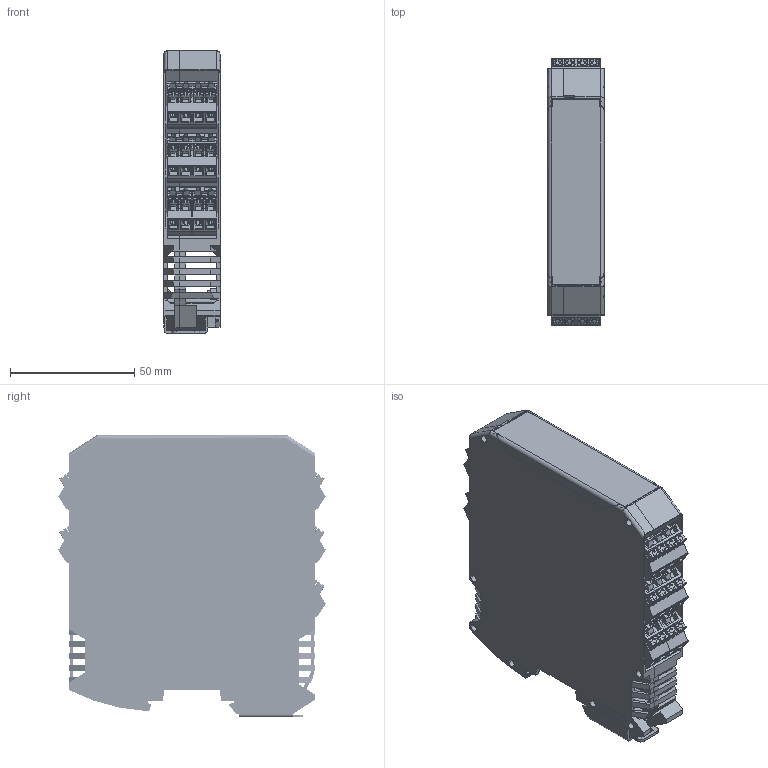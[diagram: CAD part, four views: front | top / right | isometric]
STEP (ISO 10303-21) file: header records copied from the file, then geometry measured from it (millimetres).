
FILE_DESCRIPTION(/* description */ ('Alibre Inc.'),/* implementation_level */ '2;1');
FILE_NAME(/* name */ 'export-E2A8A0C4-77DA-4CB7-8963-80C041B51A26',/* time_stamp */ '2020-04-17T09:22:45+02:00',/* author */ (''),/* organization */ (''),/* preprocessor_version */ 'ST-DEVELOPER v17',/* originating_system */ 'Alibre',/* authorisation */ '');
FILE_SCHEMA (('AUTOMOTIVE_DESIGN'));
Length unit declared in the file: millimetre
Products named in the file (19): ID_1
Bounding box: 22.6 x 107.72 x 113.7 mm (x, y, z)
Volume: 75008.7 mm3; surface area: 100574.3 mm2
Topology: 40 solids, 40 shells, 9336 faces, 25482 edges, 16526 vertices
Faces by surface type: plane 7345, cylinder 1737, cone 90, torus 84, sphere 80
Full cylindrical faces by diameter (mm): 2.08 x20, 2.2 x40, 6.4 x2, 6.5 x1
Entity records: 138343 total; most frequent: CARTESIAN_POINT 26008, ORIENTED_EDGE 24596, DIRECTION 19025, EDGE_CURVE 12295, VECTOR 10395, LINE 10395, VERTEX_POINT 8061, AXIS2_PLACEMENT_3D 6088
